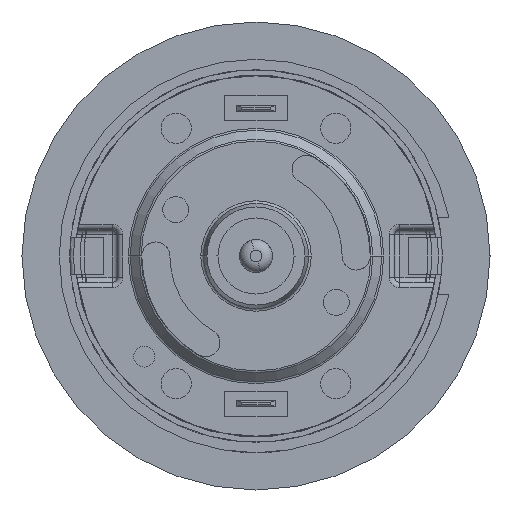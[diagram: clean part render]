
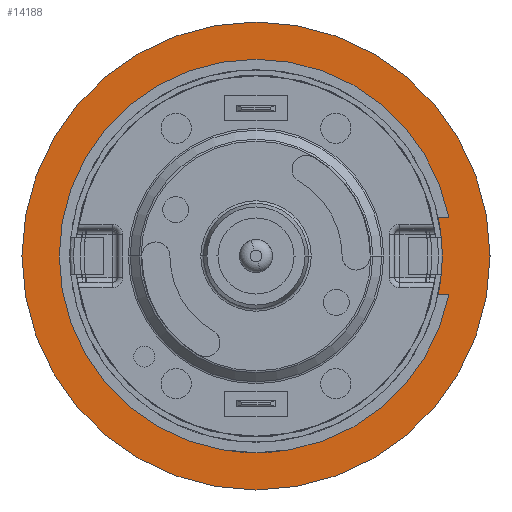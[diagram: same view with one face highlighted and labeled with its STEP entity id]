
A CAD part, left-side view. The second image highlights one B-rep face of the part: STEP entity #14188.
In plain terms, the highlighted planar face has unit normal (-1, 0, 0).
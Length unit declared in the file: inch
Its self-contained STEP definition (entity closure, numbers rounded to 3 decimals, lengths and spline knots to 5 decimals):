
#4614 = CARTESIAN_POINT ( 'NONE',  ( 2.618, 0., -0.88583 ) ) ;
#4627 = CARTESIAN_POINT ( 'NONE',  ( 2.618, 0., 0.88583 ) ) ;
#4655 = DIRECTION ( 'NONE',  ( 0., 0., -1. ) ) ;
#4656 = DIRECTION ( 'NONE',  ( 1., 0., 0. ) ) ;
#4657 = AXIS2_PLACEMENT_3D ( 'NONE', #4663, #4656, #4655 ) ;
#4658 = CIRCLE ( 'NONE', #4657, 0.88583 ) ;
#4663 = CARTESIAN_POINT ( 'NONE',  ( 2.618, 0., 0. ) ) ;
#4816 = DIRECTION ( 'NONE',  ( 0., 0., -1. ) ) ;
#4817 = DIRECTION ( 'NONE',  ( 1., 0., 0. ) ) ;
#4818 = CARTESIAN_POINT ( 'NONE',  ( 2.618, 0., 0. ) ) ;
#4819 = AXIS2_PLACEMENT_3D ( 'NONE', #4818, #4817, #4816 ) ;
#4827 = CIRCLE ( 'NONE', #4819, 0.88583 ) ;
#4898 = DIRECTION ( 'NONE',  ( 0., 0., -1. ) ) ;
#4899 = DIRECTION ( 'NONE',  ( 1., 0., 0. ) ) ;
#4900 = CARTESIAN_POINT ( 'NONE',  ( 2.618, 0., 0. ) ) ;
#4901 = AXIS2_PLACEMENT_3D ( 'NONE', #4900, #4899, #4898 ) ;
#4906 = PLANE ( 'NONE',  #4901 ) ;
#4921 = FACE_OUTER_BOUND ( 'NONE', #14149, .T. ) ;
#14017 = VERTEX_POINT ( 'NONE', #4614 ) ;
#14023 = VERTEX_POINT ( 'NONE', #4627 ) ;
#14029 = EDGE_CURVE ( 'NONE', #14017, #14023, #4658, .T. ) ;
#14112 = ORIENTED_EDGE ( 'NONE', *, *, #14127, .F. ) ;
#14124 = ORIENTED_EDGE ( 'NONE', *, *, #14029, .F. ) ;
#14127 = EDGE_CURVE ( 'NONE', #14023, #14017, #4827, .T. ) ;
#14149 = EDGE_LOOP ( 'NONE', ( #14112, #14124 ) ) ;
#14188 = ADVANCED_FACE ( 'NONE', ( #4921 ), #4906, .F. ) ;
